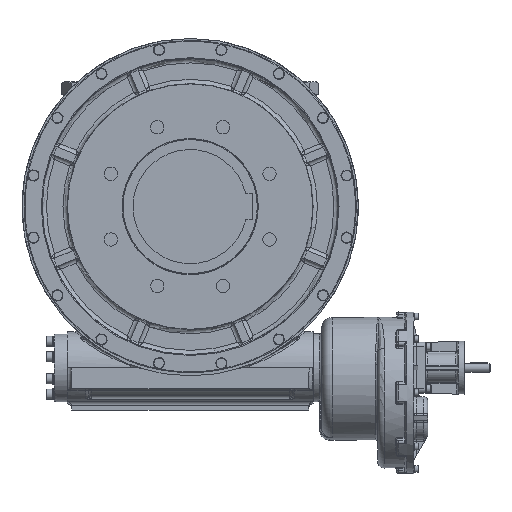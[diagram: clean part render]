
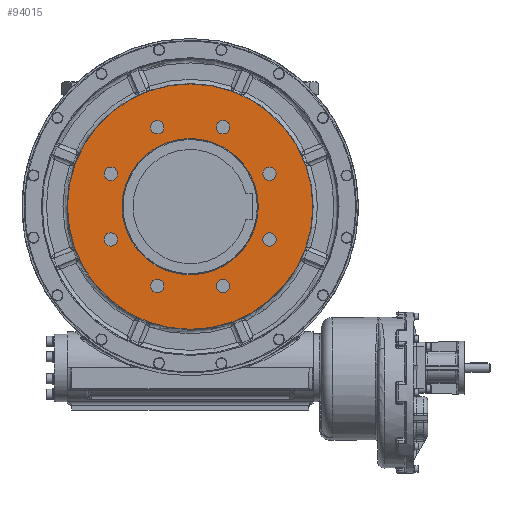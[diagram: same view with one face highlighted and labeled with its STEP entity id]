
A CAD part, front view. The second image highlights one B-rep face of the part: STEP entity #94015.
In plain terms, the highlighted planar face has unit normal (0, -1, 0).
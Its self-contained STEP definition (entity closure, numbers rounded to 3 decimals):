
#37273=ORIENTED_EDGE('',*,*,#57335,.T.);
#37274=ORIENTED_EDGE('',*,*,#57336,.T.);
#37275=ORIENTED_EDGE('',*,*,#57337,.T.);
#37276=ORIENTED_EDGE('',*,*,#57338,.T.);
#37277=ORIENTED_EDGE('',*,*,#57339,.T.);
#37278=ORIENTED_EDGE('',*,*,#57340,.T.);
#37279=ORIENTED_EDGE('',*,*,#57341,.T.);
#37280=ORIENTED_EDGE('',*,*,#57342,.T.);
#37281=ORIENTED_EDGE('',*,*,#57334,.T.);
#37282=ORIENTED_EDGE('',*,*,#57343,.F.);
#57334=EDGE_CURVE('',#80565,#80565,#64439,.F.);
#57335=EDGE_CURVE('',#80566,#80566,#64440,.T.);
#57336=EDGE_CURVE('',#80567,#80567,#64441,.T.);
#57337=EDGE_CURVE('',#80568,#80568,#64442,.T.);
#57338=EDGE_CURVE('',#80569,#80569,#64443,.T.);
#57339=EDGE_CURVE('',#80570,#80570,#64444,.T.);
#57340=EDGE_CURVE('',#80571,#80571,#64445,.T.);
#57341=EDGE_CURVE('',#80572,#80572,#64446,.T.);
#57342=EDGE_CURVE('',#80573,#80573,#64447,.T.);
#57343=EDGE_CURVE('',#80574,#80574,#64448,.F.);
#64439=CIRCLE('',#100629,161.093);
#64440=CIRCLE('',#100631,15.835);
#64441=CIRCLE('',#100632,15.835);
#64442=CIRCLE('',#100633,15.835);
#64443=CIRCLE('',#100634,15.835);
#64444=CIRCLE('',#100635,15.835);
#64445=CIRCLE('',#100636,15.835);
#64446=CIRCLE('',#100637,15.835);
#64447=CIRCLE('',#100638,15.835);
#64448=CIRCLE('',#100639,290.07);
#68939=EDGE_LOOP('',(#37273));
#68940=EDGE_LOOP('',(#37274));
#68941=EDGE_LOOP('',(#37275));
#68942=EDGE_LOOP('',(#37276));
#68943=EDGE_LOOP('',(#37277));
#68944=EDGE_LOOP('',(#37278));
#68945=EDGE_LOOP('',(#37279));
#68946=EDGE_LOOP('',(#37280));
#68947=EDGE_LOOP('',(#37281));
#68948=EDGE_LOOP('',(#37282));
#73971=PLANE('',#100630);
#80565=VERTEX_POINT('',#157594);
#80566=VERTEX_POINT('',#157597);
#80567=VERTEX_POINT('',#157599);
#80568=VERTEX_POINT('',#157601);
#80569=VERTEX_POINT('',#157603);
#80570=VERTEX_POINT('',#157605);
#80571=VERTEX_POINT('',#157607);
#80572=VERTEX_POINT('',#157609);
#80573=VERTEX_POINT('',#157611);
#80574=VERTEX_POINT('',#157613);
#87948=FACE_BOUND('',#68939,.T.);
#87949=FACE_BOUND('',#68940,.T.);
#87950=FACE_BOUND('',#68941,.T.);
#87951=FACE_BOUND('',#68942,.T.);
#87952=FACE_BOUND('',#68943,.T.);
#87953=FACE_BOUND('',#68944,.T.);
#87954=FACE_BOUND('',#68945,.T.);
#87955=FACE_BOUND('',#68946,.T.);
#87956=FACE_BOUND('',#68947,.T.);
#87957=FACE_BOUND('',#68948,.T.);
#94015=ADVANCED_FACE('',(#87948,#87949,#87950,#87951,#87952,#87953,#87954,
#87955,#87956,#87957),#73971,.T.);
#100629=AXIS2_PLACEMENT_3D('',#157593,#117212,#117213);
#100630=AXIS2_PLACEMENT_3D('',#157595,#117214,#117215);
#100631=AXIS2_PLACEMENT_3D('',#157596,#117216,#117217);
#100632=AXIS2_PLACEMENT_3D('',#157598,#117218,#117219);
#100633=AXIS2_PLACEMENT_3D('',#157600,#117220,#117221);
#100634=AXIS2_PLACEMENT_3D('',#157602,#117222,#117223);
#100635=AXIS2_PLACEMENT_3D('',#157604,#117224,#117225);
#100636=AXIS2_PLACEMENT_3D('',#157606,#117226,#117227);
#100637=AXIS2_PLACEMENT_3D('',#157608,#117228,#117229);
#100638=AXIS2_PLACEMENT_3D('',#157610,#117230,#117231);
#100639=AXIS2_PLACEMENT_3D('',#157612,#117232,#117233);
#117212=DIRECTION('',(0.,-1.,0.));
#117213=DIRECTION('',(0.,0.,-1.));
#117214=DIRECTION('',(0.,-1.,0.));
#117215=DIRECTION('',(0.,0.,-1.));
#117216=DIRECTION('',(0.,1.,0.));
#117217=DIRECTION('',(-0.707,0.,-0.707));
#117218=DIRECTION('',(0.,1.,0.));
#117219=DIRECTION('',(-1.,0.,0.));
#117220=DIRECTION('',(0.,1.,0.));
#117221=DIRECTION('',(-0.707,0.,0.707));
#117222=DIRECTION('',(0.,1.,0.));
#117223=DIRECTION('',(0.,0.,1.));
#117224=DIRECTION('',(0.,1.,0.));
#117225=DIRECTION('',(0.707,0.,0.707));
#117226=DIRECTION('',(0.,1.,0.));
#117227=DIRECTION('',(1.,0.,0.));
#117228=DIRECTION('',(0.,1.,0.));
#117229=DIRECTION('',(0.707,0.,-0.707));
#117230=DIRECTION('',(0.,1.,0.));
#117231=DIRECTION('',(0.,0.,-1.));
#117232=DIRECTION('',(0.,-1.,0.));
#117233=DIRECTION('',(0.,0.,-1.));
#157593=CARTESIAN_POINT('',(0.,0.,0.));
#157594=CARTESIAN_POINT('',(0.,0.,-161.093));
#157595=CARTESIAN_POINT('',(0.,0.,0.));
#157596=CARTESIAN_POINT('',(187.548,0.,77.685));
#157597=CARTESIAN_POINT('',(176.351,0.,66.488));
#157598=CARTESIAN_POINT('',(187.548,0.,-77.685));
#157599=CARTESIAN_POINT('',(171.713,0.,-77.685));
#157600=CARTESIAN_POINT('',(77.685,0.,-187.548));
#157601=CARTESIAN_POINT('',(66.488,0.,-176.351));
#157602=CARTESIAN_POINT('',(-77.685,0.,-187.548));
#157603=CARTESIAN_POINT('',(-77.685,0.,-171.713));
#157604=CARTESIAN_POINT('',(-187.548,0.,-77.685));
#157605=CARTESIAN_POINT('',(-176.351,0.,-66.488));
#157606=CARTESIAN_POINT('',(-187.548,0.,77.685));
#157607=CARTESIAN_POINT('',(-171.713,0.,77.685));
#157608=CARTESIAN_POINT('',(-77.685,0.,187.548));
#157609=CARTESIAN_POINT('',(-66.488,0.,176.351));
#157610=CARTESIAN_POINT('',(77.685,0.,187.548));
#157611=CARTESIAN_POINT('',(77.685,0.,171.713));
#157612=CARTESIAN_POINT('',(0.,0.,0.));
#157613=CARTESIAN_POINT('',(0.,0.,-290.07));
